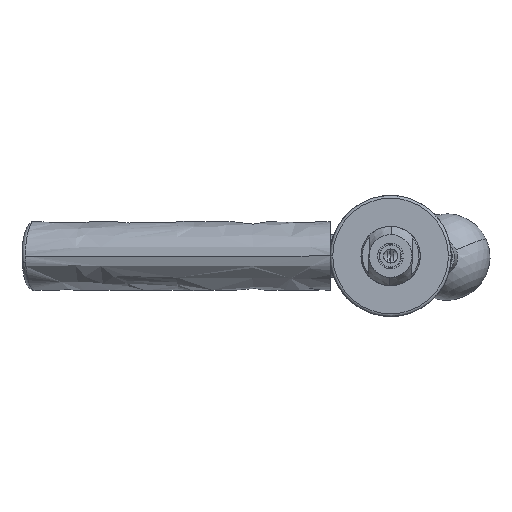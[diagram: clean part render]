
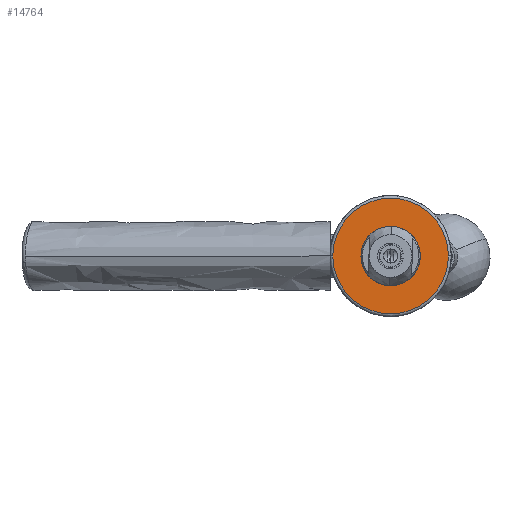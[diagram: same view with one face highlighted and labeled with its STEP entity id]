
A CAD part, left-side view. The second image highlights one B-rep face of the part: STEP entity #14764.
In plain terms, the highlighted planar face has unit normal (-1, 0, 0).
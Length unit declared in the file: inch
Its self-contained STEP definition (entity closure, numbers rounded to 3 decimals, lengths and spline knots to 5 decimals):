
#244 = DIRECTION ( 'NONE',  ( 0., -1., 0. ) ) ;
#506 = VERTEX_POINT ( 'NONE', #3863 ) ;
#1596 = CARTESIAN_POINT ( 'NONE',  ( -3.907, 0.835, 0. ) ) ;
#1649 = ORIENTED_EDGE ( 'NONE', *, *, #5962, .F. ) ;
#2019 = AXIS2_PLACEMENT_3D ( 'NONE', #8930, #2955, #4062 ) ;
#2020 = AXIS2_PLACEMENT_3D ( 'NONE', #2425, #9406, #6923 ) ;
#2425 = CARTESIAN_POINT ( 'NONE',  ( -3.907, -0.875, 0. ) ) ;
#2492 = DIRECTION ( 'NONE',  ( 0., 0., -1. ) ) ;
#2955 = DIRECTION ( 'NONE',  ( -1., 0., 0. ) ) ;
#3549 = CARTESIAN_POINT ( 'NONE',  ( -3.907, 0., 0. ) ) ;
#3559 = EDGE_LOOP ( 'NONE', ( #1649, #4897 ) ) ;
#3660 = CARTESIAN_POINT ( 'NONE',  ( -3.907, -0.835, 0. ) ) ;
#3863 = CARTESIAN_POINT ( 'NONE',  ( -3.907, 0., 0.1985 ) ) ;
#3988 = EDGE_CURVE ( 'NONE', #15366, #9323, #7156, .T. ) ;
#4062 = DIRECTION ( 'NONE',  ( 0., 0., -1. ) ) ;
#4897 = ORIENTED_EDGE ( 'NONE', *, *, #13038, .F. ) ;
#4898 = CARTESIAN_POINT ( 'NONE',  ( -3.907, 0., 0. ) ) ;
#5210 = EDGE_CURVE ( 'NONE', #9323, #15366, #11216, .T. ) ;
#5580 = VERTEX_POINT ( 'NONE', #10223 ) ;
#5962 = EDGE_CURVE ( 'NONE', #5580, #506, #10178, .T. ) ;
#5990 = ORIENTED_EDGE ( 'NONE', *, *, #3988, .T. ) ;
#6339 = EDGE_LOOP ( 'NONE', ( #10700, #5990 ) ) ;
#6923 = DIRECTION ( 'NONE',  ( 0., -1., 0. ) ) ;
#7156 = CIRCLE ( 'NONE', #7645, 0.835 ) ;
#7645 = AXIS2_PLACEMENT_3D ( 'NONE', #11191, #13486, #244 ) ;
#8505 = FACE_OUTER_BOUND ( 'NONE', #6339, .T. ) ;
#8930 = CARTESIAN_POINT ( 'NONE',  ( -3.907, 0., 0. ) ) ;
#9323 = VERTEX_POINT ( 'NONE', #3660 ) ;
#9406 = DIRECTION ( 'NONE',  ( 1., 0., 0. ) ) ;
#9561 = AXIS2_PLACEMENT_3D ( 'NONE', #3549, #12094, #2492 ) ;
#9930 = PLANE ( 'NONE',  #2020 ) ;
#10178 = CIRCLE ( 'NONE', #2019, 0.1985 ) ;
#10223 = CARTESIAN_POINT ( 'NONE',  ( -3.907, 0., -0.1985 ) ) ;
#10700 = ORIENTED_EDGE ( 'NONE', *, *, #5210, .T. ) ;
#10723 = AXIS2_PLACEMENT_3D ( 'NONE', #4898, #14864, #14774 ) ;
#11191 = CARTESIAN_POINT ( 'NONE',  ( -3.907, 0., 0. ) ) ;
#11216 = CIRCLE ( 'NONE', #10723, 0.835 ) ;
#12094 = DIRECTION ( 'NONE',  ( -1., 0., 0. ) ) ;
#13038 = EDGE_CURVE ( 'NONE', #506, #5580, #14930, .T. ) ;
#13486 = DIRECTION ( 'NONE',  ( -1., 0., 0. ) ) ;
#13869 = FACE_BOUND ( 'NONE', #3559, .T. ) ;
#14764 = ADVANCED_FACE ( 'NONE', ( #13869, #8505 ), #9930, .F. ) ;
#14774 = DIRECTION ( 'NONE',  ( 0., -1., 0. ) ) ;
#14864 = DIRECTION ( 'NONE',  ( -1., 0., 0. ) ) ;
#14930 = CIRCLE ( 'NONE', #9561, 0.1985 ) ;
#15366 = VERTEX_POINT ( 'NONE', #1596 ) ;
